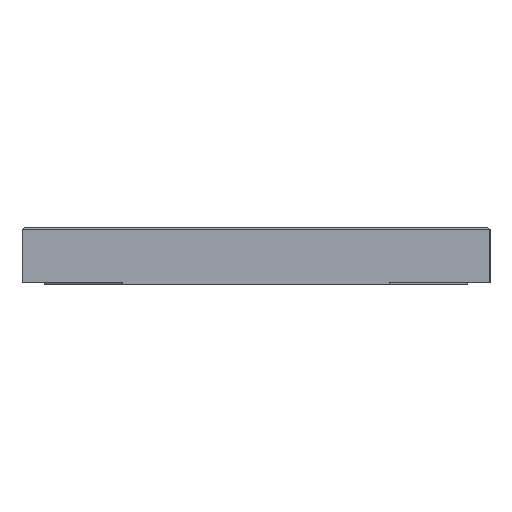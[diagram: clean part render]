
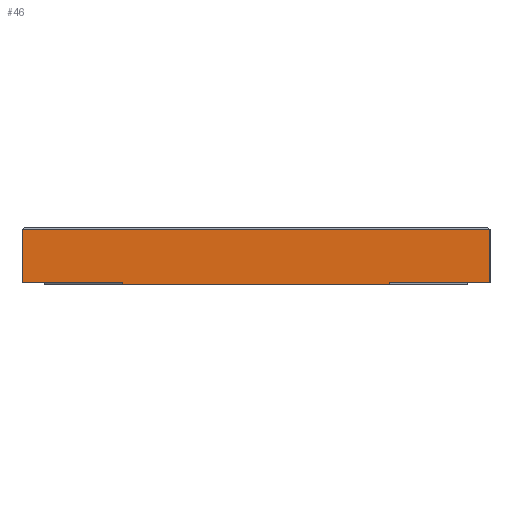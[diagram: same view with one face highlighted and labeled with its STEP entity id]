
A CAD part, left-side view. The second image highlights one B-rep face of the part: STEP entity #46.
In plain terms, the highlighted planar face has unit normal (-1, 0, 0).
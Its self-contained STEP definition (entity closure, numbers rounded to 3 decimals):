
#39 = VECTOR ( 'NONE', #1632, 1000. ) ;
#46 = ADVANCED_FACE ( 'NONE', ( #2350 ), #1789, .T. ) ;
#50 = VERTEX_POINT ( 'NONE', #2356 ) ;
#66 = ORIENTED_EDGE ( 'NONE', *, *, #1748, .T. ) ;
#68 = ORIENTED_EDGE ( 'NONE', *, *, #1804, .F. ) ;
#69 = CARTESIAN_POINT ( 'NONE',  ( -45., 21., -5. ) ) ;
#125 = ORIENTED_EDGE ( 'NONE', *, *, #1131, .T. ) ;
#131 = VERTEX_POINT ( 'NONE', #924 ) ;
#146 = DIRECTION ( 'NONE',  ( -1., 0., 0. ) ) ;
#147 = EDGE_CURVE ( 'NONE', #710, #2287, #461, .T. ) ;
#253 = ORIENTED_EDGE ( 'NONE', *, *, #308, .T. ) ;
#275 = VERTEX_POINT ( 'NONE', #1453 ) ;
#308 = EDGE_CURVE ( 'NONE', #2568, #448, #2366, .T. ) ;
#448 = VERTEX_POINT ( 'NONE', #1409 ) ;
#461 = LINE ( 'NONE', #871, #488 ) ;
#488 = VECTOR ( 'NONE', #670, 1000. ) ;
#505 = LINE ( 'NONE', #1108, #2527 ) ;
#520 = ORIENTED_EDGE ( 'NONE', *, *, #2375, .F. ) ;
#522 = ORIENTED_EDGE ( 'NONE', *, *, #576, .F. ) ;
#576 = EDGE_CURVE ( 'NONE', #275, #448, #505, .T. ) ;
#578 = CARTESIAN_POINT ( 'NONE',  ( -45., 21., -5. ) ) ;
#647 = CARTESIAN_POINT ( 'NONE',  ( -45., 21., -5. ) ) ;
#670 = DIRECTION ( 'NONE',  ( 0., 0., 1. ) ) ;
#696 = LINE ( 'NONE', #730, #774 ) ;
#710 = VERTEX_POINT ( 'NONE', #1368 ) ;
#730 = CARTESIAN_POINT ( 'NONE',  ( -45., -12., -5.2 ) ) ;
#773 = VERTEX_POINT ( 'NONE', #2017 ) ;
#774 = VECTOR ( 'NONE', #1512, 1000. ) ;
#871 = CARTESIAN_POINT ( 'NONE',  ( -45., -12., -5.2 ) ) ;
#924 = CARTESIAN_POINT ( 'NONE',  ( -45., -21., -5. ) ) ;
#960 = LINE ( 'NONE', #2202, #995 ) ;
#983 = CARTESIAN_POINT ( 'NONE',  ( -45., -12., -5. ) ) ;
#995 = VECTOR ( 'NONE', #1909, 1000. ) ;
#1044 = LINE ( 'NONE', #647, #1949 ) ;
#1088 = DIRECTION ( 'NONE',  ( 0., 1., 0. ) ) ;
#1108 = CARTESIAN_POINT ( 'NONE',  ( -45., 12., -5.2 ) ) ;
#1122 = CARTESIAN_POINT ( 'NONE',  ( -45., 21., -0.2 ) ) ;
#1131 = EDGE_CURVE ( 'NONE', #131, #50, #960, .T. ) ;
#1134 = CARTESIAN_POINT ( 'NONE',  ( -45., 21., -5. ) ) ;
#1368 = CARTESIAN_POINT ( 'NONE',  ( -45., -12., -5.2 ) ) ;
#1409 = CARTESIAN_POINT ( 'NONE',  ( -45., 12., -5. ) ) ;
#1453 = CARTESIAN_POINT ( 'NONE',  ( -45., 12., -5.2 ) ) ;
#1512 = DIRECTION ( 'NONE',  ( 0., 1., 0. ) ) ;
#1584 = ORIENTED_EDGE ( 'NONE', *, *, #2500, .T. ) ;
#1632 = DIRECTION ( 'NONE',  ( 0., -1., 0. ) ) ;
#1637 = DIRECTION ( 'NONE',  ( 0., -1., 0. ) ) ;
#1686 = LINE ( 'NONE', #1122, #2108 ) ;
#1736 = LINE ( 'NONE', #1950, #1745 ) ;
#1745 = VECTOR ( 'NONE', #2547, 1000. ) ;
#1748 = EDGE_CURVE ( 'NONE', #50, #773, #1686, .T. ) ;
#1789 = PLANE ( 'NONE',  #1801 ) ;
#1801 = AXIS2_PLACEMENT_3D ( 'NONE', #1134, #146, #2331 ) ;
#1804 = EDGE_CURVE ( 'NONE', #710, #275, #696, .T. ) ;
#1909 = DIRECTION ( 'NONE',  ( 0., 0., 1. ) ) ;
#1949 = VECTOR ( 'NONE', #1637, 1000. ) ;
#1950 = CARTESIAN_POINT ( 'NONE',  ( -45., 21., -5. ) ) ;
#2017 = CARTESIAN_POINT ( 'NONE',  ( -45., 21., -0.2 ) ) ;
#2108 = VECTOR ( 'NONE', #1088, 1000. ) ;
#2202 = CARTESIAN_POINT ( 'NONE',  ( -45., -21., -5. ) ) ;
#2224 = ORIENTED_EDGE ( 'NONE', *, *, #147, .T. ) ;
#2263 = DIRECTION ( 'NONE',  ( 0., 0., 1. ) ) ;
#2287 = VERTEX_POINT ( 'NONE', #983 ) ;
#2315 = EDGE_LOOP ( 'NONE', ( #125, #66, #520, #253, #522, #68, #2224, #1584 ) ) ;
#2331 = DIRECTION ( 'NONE',  ( 0., 0., 1. ) ) ;
#2350 = FACE_OUTER_BOUND ( 'NONE', #2315, .T. ) ;
#2356 = CARTESIAN_POINT ( 'NONE',  ( -45., -21., -0.2 ) ) ;
#2366 = LINE ( 'NONE', #578, #39 ) ;
#2375 = EDGE_CURVE ( 'NONE', #2568, #773, #1736, .T. ) ;
#2500 = EDGE_CURVE ( 'NONE', #2287, #131, #1044, .T. ) ;
#2527 = VECTOR ( 'NONE', #2263, 1000. ) ;
#2547 = DIRECTION ( 'NONE',  ( 0., 0., 1. ) ) ;
#2568 = VERTEX_POINT ( 'NONE', #69 ) ;
